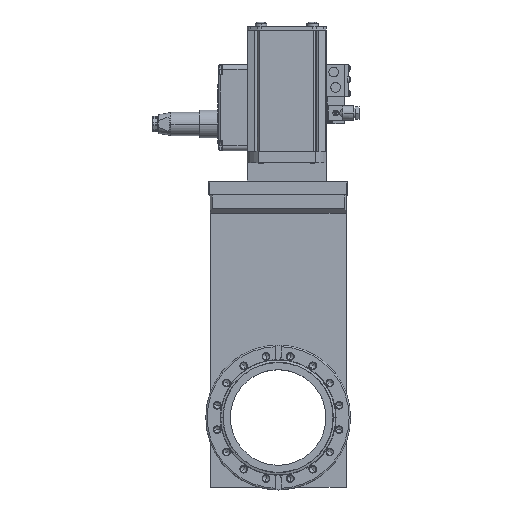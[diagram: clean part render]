
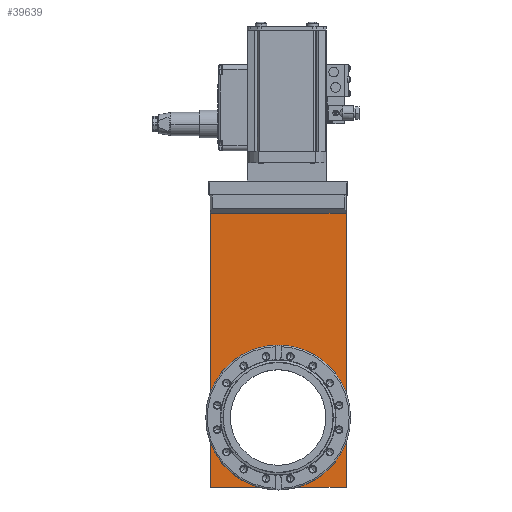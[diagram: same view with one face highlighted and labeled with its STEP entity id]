
A CAD part, top view. The second image highlights one B-rep face of the part: STEP entity #39639.
In plain terms, the highlighted planar face has unit normal (0, 0, 1).
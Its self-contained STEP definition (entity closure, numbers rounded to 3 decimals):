
#1269 = ORIENTED_EDGE ( 'NONE', *, *, #19619, .T. ) ;
#2549 = VECTOR ( 'NONE', #43295, 1000. ) ;
#4213 = DIRECTION ( 'NONE',  ( 0., 0., -1. ) ) ;
#4371 = CARTESIAN_POINT ( 'NONE',  ( -50.05, 0., 26.975 ) ) ;
#4442 = CIRCLE ( 'NONE', #9503, 50.05 ) ;
#5059 = EDGE_CURVE ( 'NONE', #37056, #33215, #10460, .T. ) ;
#6493 = ORIENTED_EDGE ( 'NONE', *, *, #36381, .T. ) ;
#6700 = VECTOR ( 'NONE', #34645, 1000. ) ;
#7666 = DIRECTION ( 'NONE',  ( 0., 0., -1. ) ) ;
#8177 = LINE ( 'NONE', #53549, #6700 ) ;
#8457 = ORIENTED_EDGE ( 'NONE', *, *, #5059, .T. ) ;
#9503 = AXIS2_PLACEMENT_3D ( 'NONE', #36051, #7666, #40815 ) ;
#10255 = EDGE_CURVE ( 'NONE', #36933, #15972, #4442, .T. ) ;
#10460 = LINE ( 'NONE', #45481, #34137 ) ;
#11259 = ORIENTED_EDGE ( 'NONE', *, *, #56482, .T. ) ;
#13144 = DIRECTION ( 'NONE',  ( 1., 0., 0. ) ) ;
#14396 = DIRECTION ( 'NONE',  ( 0., 1., 0. ) ) ;
#14863 = CARTESIAN_POINT ( 'NONE',  ( -74.707, 233., 26.975 ) ) ;
#15159 = LINE ( 'NONE', #14863, #2549 ) ;
#15972 = VERTEX_POINT ( 'NONE', #47210 ) ;
#18511 = ORIENTED_EDGE ( 'NONE', *, *, #32999, .T. ) ;
#19619 = EDGE_CURVE ( 'NONE', #33215, #27222, #8177, .T. ) ;
#20881 = FACE_BOUND ( 'NONE', #25891, .T. ) ;
#24593 = ORIENTED_EDGE ( 'NONE', *, *, #10255, .T. ) ;
#25891 = EDGE_LOOP ( 'NONE', ( #24593, #11259 ) ) ;
#26904 = AXIS2_PLACEMENT_3D ( 'NONE', #32575, #4213, #37379 ) ;
#27222 = VERTEX_POINT ( 'NONE', #35325 ) ;
#31395 = CARTESIAN_POINT ( 'NONE',  ( 71.15, 233., 26.975 ) ) ;
#31977 = PLANE ( 'NONE',  #59287 ) ;
#32575 = CARTESIAN_POINT ( 'NONE',  ( 0., 0., 26.975 ) ) ;
#32999 = EDGE_CURVE ( 'NONE', #36143, #37056, #15159, .T. ) ;
#33215 = VERTEX_POINT ( 'NONE', #59651 ) ;
#34137 = VECTOR ( 'NONE', #40689, 1000. ) ;
#34645 = DIRECTION ( 'NONE',  ( 1., 0., 0. ) ) ;
#35325 = CARTESIAN_POINT ( 'NONE',  ( 71.15, -73.05, 26.975 ) ) ;
#36051 = CARTESIAN_POINT ( 'NONE',  ( 0., 0., 26.975 ) ) ;
#36143 = VERTEX_POINT ( 'NONE', #31395 ) ;
#36381 = EDGE_CURVE ( 'NONE', #27222, #36143, #47136, .T. ) ;
#36776 = CARTESIAN_POINT ( 'NONE',  ( -74.707, -80.701, 26.975 ) ) ;
#36933 = VERTEX_POINT ( 'NONE', #4371 ) ;
#37056 = VERTEX_POINT ( 'NONE', #52874 ) ;
#37379 = DIRECTION ( 'NONE',  ( -1., 0., 0. ) ) ;
#39639 = ADVANCED_FACE ( 'NONE', ( #20881, #50568 ), #31977, .T. ) ;
#40689 = DIRECTION ( 'NONE',  ( 0., -1., 0. ) ) ;
#40815 = DIRECTION ( 'NONE',  ( -1., 0., 0. ) ) ;
#42076 = CIRCLE ( 'NONE', #26904, 50.05 ) ;
#43295 = DIRECTION ( 'NONE',  ( -1., 0., 0. ) ) ;
#45481 = CARTESIAN_POINT ( 'NONE',  ( -71.15, -80.701, 26.975 ) ) ;
#46119 = DIRECTION ( 'NONE',  ( 0., 0., 1. ) ) ;
#47136 = LINE ( 'NONE', #52345, #58293 ) ;
#47210 = CARTESIAN_POINT ( 'NONE',  ( 50.05, 0., 26.975 ) ) ;
#50568 = FACE_OUTER_BOUND ( 'NONE', #60572, .T. ) ;
#52345 = CARTESIAN_POINT ( 'NONE',  ( 71.15, -80.701, 26.975 ) ) ;
#52874 = CARTESIAN_POINT ( 'NONE',  ( -71.15, 233., 26.975 ) ) ;
#53549 = CARTESIAN_POINT ( 'NONE',  ( -74.707, -73.05, 26.975 ) ) ;
#56482 = EDGE_CURVE ( 'NONE', #15972, #36933, #42076, .T. ) ;
#58293 = VECTOR ( 'NONE', #14396, 1000. ) ;
#59287 = AXIS2_PLACEMENT_3D ( 'NONE', #36776, #46119, #13144 ) ;
#59651 = CARTESIAN_POINT ( 'NONE',  ( -71.15, -73.05, 26.975 ) ) ;
#60572 = EDGE_LOOP ( 'NONE', ( #1269, #6493, #18511, #8457 ) ) ;
